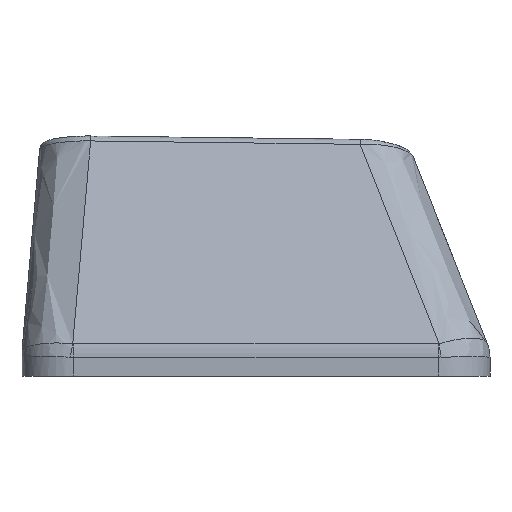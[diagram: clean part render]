
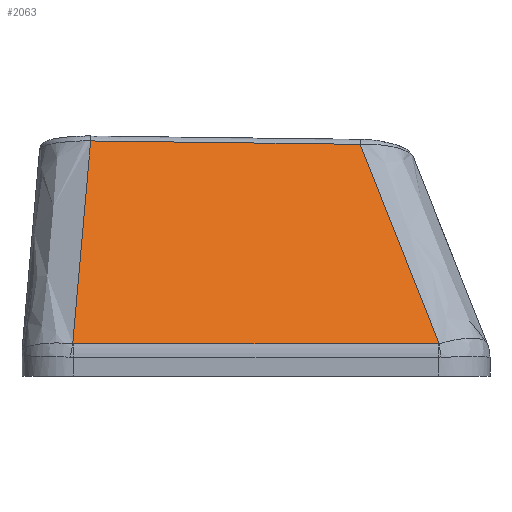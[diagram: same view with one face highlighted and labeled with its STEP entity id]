
A CAD part, left-side view. The second image highlights one B-rep face of the part: STEP entity #2063.
In plain terms, the highlighted free-form (B-spline) face has degree [3, 3] with [4, 4] control points.
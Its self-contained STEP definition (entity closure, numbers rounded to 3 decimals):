
#245=FACE_OUTER_BOUND('',#347,.T.);
#347=EDGE_LOOP('',(#1624,#1625,#1626,#1627,#1628,#1629));
#586=B_SPLINE_CURVE_WITH_KNOTS('',3,(#4967,#4968,#4969,#4970),
 .UNSPECIFIED.,.F.,.F.,(4,4),(0.,0.003),.UNSPECIFIED.);
#588=B_SPLINE_CURVE_WITH_KNOTS('',3,(#4994,#4995,#4996,#4997),
 .UNSPECIFIED.,.F.,.F.,(4,4),(0.,1.416),.UNSPECIFIED.);
#590=B_SPLINE_CURVE_WITH_KNOTS('',3,(#5021,#5022,#5023,#5024),
 .UNSPECIFIED.,.F.,.F.,(4,4),(0.,0.003),.UNSPECIFIED.);
#593=B_SPLINE_CURVE_WITH_KNOTS('',3,(#5120,#5121,#5122,#5123),
 .UNSPECIFIED.,.F.,.F.,(4,4),(0.032,0.914),
 .UNSPECIFIED.);
#594=B_SPLINE_CURVE_WITH_KNOTS('',3,(#5125,#5126,#5127,#5128),
 .UNSPECIFIED.,.F.,.F.,(4,4),(-1.046,0.),
 .UNSPECIFIED.);
#595=B_SPLINE_CURVE_WITH_KNOTS('',3,(#5129,#5130,#5131,#5132),
 .UNSPECIFIED.,.F.,.F.,(4,4),(-0.869,-0.026),
 .UNSPECIFIED.);
#837=VERTEX_POINT('',#4926);
#839=VERTEX_POINT('',#4965);
#841=VERTEX_POINT('',#4992);
#843=VERTEX_POINT('',#5019);
#850=VERTEX_POINT('',#5119);
#851=VERTEX_POINT('',#5124);
#1120=EDGE_CURVE('',#839,#837,#586,.T.);
#1123=EDGE_CURVE('',#841,#839,#588,.T.);
#1126=EDGE_CURVE('',#843,#841,#590,.T.);
#1138=EDGE_CURVE('',#850,#843,#593,.T.);
#1139=EDGE_CURVE('',#851,#850,#594,.T.);
#1140=EDGE_CURVE('',#837,#851,#595,.T.);
#1624=ORIENTED_EDGE('',*,*,#1120,.F.);
#1625=ORIENTED_EDGE('',*,*,#1123,.F.);
#1626=ORIENTED_EDGE('',*,*,#1126,.F.);
#1627=ORIENTED_EDGE('',*,*,#1138,.F.);
#1628=ORIENTED_EDGE('',*,*,#1139,.F.);
#1629=ORIENTED_EDGE('',*,*,#1140,.F.);
#1994=B_SPLINE_SURFACE_WITH_KNOTS('',3,3,((#5103,#5104,#5105,#5106),(#5107,
#5108,#5109,#5110),(#5111,#5112,#5113,#5114),(#5115,#5116,#5117,#5118)),
 .UNSPECIFIED.,.F.,.F.,.F.,(4,4),(4,4),(0.104,0.892),
(0.029,0.97),.UNSPECIFIED.);
#2063=ADVANCED_FACE('',(#245),#1994,.T.);
#4926=CARTESIAN_POINT('',(-8.986,7.111,0.255));
#4965=CARTESIAN_POINT('',(-8.987,7.08,0.253));
#4967=CARTESIAN_POINT('Ctrl Pts',(-8.987,7.08,0.253));
#4968=CARTESIAN_POINT('Ctrl Pts',(-8.987,7.091,0.253));
#4969=CARTESIAN_POINT('Ctrl Pts',(-8.986,7.101,0.254));
#4970=CARTESIAN_POINT('Ctrl Pts',(-8.986,7.111,0.255));
#4992=CARTESIAN_POINT('',(-8.984,-7.081,0.255));
#4994=CARTESIAN_POINT('Ctrl Pts',(-8.984,-7.081,0.255));
#4995=CARTESIAN_POINT('Ctrl Pts',(-8.985,-2.36,0.255));
#4996=CARTESIAN_POINT('Ctrl Pts',(-8.986,2.36,0.254));
#4997=CARTESIAN_POINT('Ctrl Pts',(-8.987,7.08,0.253));
#5019=CARTESIAN_POINT('',(-8.984,-7.106,0.257));
#5021=CARTESIAN_POINT('Ctrl Pts',(-8.984,-7.106,0.257));
#5022=CARTESIAN_POINT('Ctrl Pts',(-8.984,-7.098,0.256));
#5023=CARTESIAN_POINT('Ctrl Pts',(-8.984,-7.089,0.255));
#5024=CARTESIAN_POINT('Ctrl Pts',(-8.984,-7.081,0.255));
#5103=CARTESIAN_POINT('Ctrl Pts',(-6.06,-4.418,8.028));
#5104=CARTESIAN_POINT('Ctrl Pts',(-7.036,-5.315,5.435));
#5105=CARTESIAN_POINT('Ctrl Pts',(-8.011,-6.212,2.843));
#5106=CARTESIAN_POINT('Ctrl Pts',(-8.987,-7.109,0.25));
#5107=CARTESIAN_POINT('Ctrl Pts',(-6.06,-0.669,
8.062));
#5108=CARTESIAN_POINT('Ctrl Pts',(-7.036,-1.236,5.458));
#5109=CARTESIAN_POINT('Ctrl Pts',(-8.011,-1.802,2.854));
#5110=CARTESIAN_POINT('Ctrl Pts',(-8.987,-2.369,0.251));
#5111=CARTESIAN_POINT('Ctrl Pts',(-6.06,3.08,8.095));
#5112=CARTESIAN_POINT('Ctrl Pts',(-7.036,2.844,5.481));
#5113=CARTESIAN_POINT('Ctrl Pts',(-8.011,2.607,2.866));
#5114=CARTESIAN_POINT('Ctrl Pts',(-8.987,2.371,0.252));
#5115=CARTESIAN_POINT('Ctrl Pts',(-6.06,6.828,8.128));
#5116=CARTESIAN_POINT('Ctrl Pts',(-7.036,6.923,5.503));
#5117=CARTESIAN_POINT('Ctrl Pts',(-8.011,7.017,2.878));
#5118=CARTESIAN_POINT('Ctrl Pts',(-8.987,7.111,0.253));
#5119=CARTESIAN_POINT('',(-6.075,-4.042,7.993));
#5120=CARTESIAN_POINT('Ctrl Pts',(-6.075,-4.042,7.993));
#5121=CARTESIAN_POINT('Ctrl Pts',(-7.044,-5.063,5.414));
#5122=CARTESIAN_POINT('Ctrl Pts',(-8.014,-6.085,2.836));
#5123=CARTESIAN_POINT('Ctrl Pts',(-8.984,-7.106,0.257));
#5124=CARTESIAN_POINT('',(-6.06,6.417,8.125));
#5125=CARTESIAN_POINT('Ctrl Pts',(-6.06,6.417,8.125));
#5126=CARTESIAN_POINT('Ctrl Pts',(-6.065,2.93,8.081));
#5127=CARTESIAN_POINT('Ctrl Pts',(-6.07,-0.556,8.038));
#5128=CARTESIAN_POINT('Ctrl Pts',(-6.075,-4.042,7.993));
#5129=CARTESIAN_POINT('Ctrl Pts',(-8.986,7.111,0.255));
#5130=CARTESIAN_POINT('Ctrl Pts',(-8.011,6.88,2.879));
#5131=CARTESIAN_POINT('Ctrl Pts',(-7.036,6.649,5.502));
#5132=CARTESIAN_POINT('Ctrl Pts',(-6.06,6.417,8.125));
